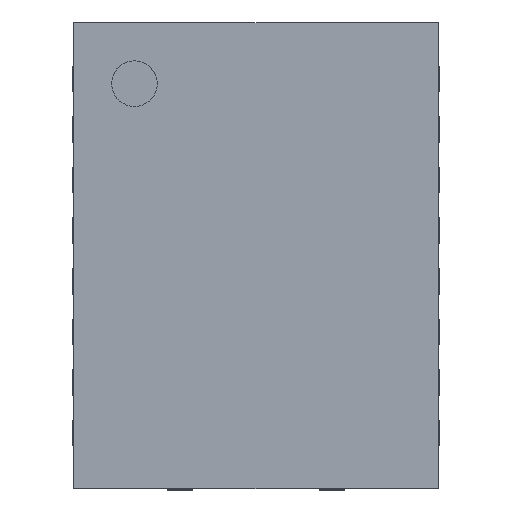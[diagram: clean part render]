
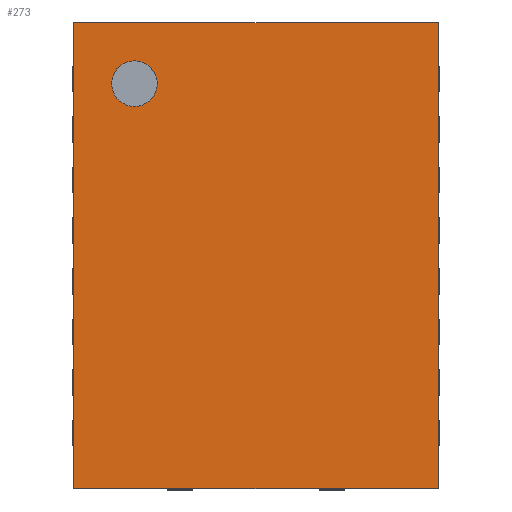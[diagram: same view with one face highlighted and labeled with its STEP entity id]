
A CAD part, top view. The second image highlights one B-rep face of the part: STEP entity #273.
In plain terms, the highlighted planar face has unit normal (0, 0, 1).
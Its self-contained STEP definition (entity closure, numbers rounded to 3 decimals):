
#209 = VERTEX_POINT('',#210);
#210 = CARTESIAN_POINT('',(0.,0.,1.));
#225 = VERTEX_POINT('',#226);
#226 = CARTESIAN_POINT('',(0.,4.6,1.));
#232 = EDGE_CURVE('',#209,#225,#233,.T.);
#233 = LINE('',#234,#235);
#234 = CARTESIAN_POINT('',(0.,0.,1.));
#235 = VECTOR('',#236,1.);
#236 = DIRECTION('',(-0.,1.,0.));
#255 = EDGE_CURVE('',#209,#256,#258,.T.);
#256 = VERTEX_POINT('',#257);
#257 = CARTESIAN_POINT('',(3.6,0.,1.));
#258 = LINE('',#259,#260);
#259 = CARTESIAN_POINT('',(0.,0.,1.));
#260 = VECTOR('',#261,1.);
#261 = DIRECTION('',(1.,0.,-0.));
#273 = ADVANCED_FACE('',(#274,#292),#303,.T.);
#274 = FACE_BOUND('',#275,.T.);
#275 = EDGE_LOOP('',(#276,#277,#278,#286));
#276 = ORIENTED_EDGE('',*,*,#232,.F.);
#277 = ORIENTED_EDGE('',*,*,#255,.T.);
#278 = ORIENTED_EDGE('',*,*,#279,.T.);
#279 = EDGE_CURVE('',#256,#280,#282,.T.);
#280 = VERTEX_POINT('',#281);
#281 = CARTESIAN_POINT('',(3.6,4.6,1.));
#282 = LINE('',#283,#284);
#283 = CARTESIAN_POINT('',(3.6,0.,1.));
#284 = VECTOR('',#285,1.);
#285 = DIRECTION('',(-0.,1.,0.));
#286 = ORIENTED_EDGE('',*,*,#287,.F.);
#287 = EDGE_CURVE('',#225,#280,#288,.T.);
#288 = LINE('',#289,#290);
#289 = CARTESIAN_POINT('',(0.,4.6,1.));
#290 = VECTOR('',#291,1.);
#291 = DIRECTION('',(1.,0.,-0.));
#292 = FACE_BOUND('',#293,.T.);
#293 = EDGE_LOOP('',(#294));
#294 = ORIENTED_EDGE('',*,*,#295,.F.);
#295 = EDGE_CURVE('',#296,#296,#298,.T.);
#296 = VERTEX_POINT('',#297);
#297 = CARTESIAN_POINT('',(0.825,4.,1.));
#298 = CIRCLE('',#299,0.225);
#299 = AXIS2_PLACEMENT_3D('',#300,#301,#302);
#300 = CARTESIAN_POINT('',(0.6,4.,1.));
#301 = DIRECTION('',(0.,0.,1.));
#302 = DIRECTION('',(1.,0.,-0.));
#303 = PLANE('',#304);
#304 = AXIS2_PLACEMENT_3D('',#305,#306,#307);
#305 = CARTESIAN_POINT('',(0.,0.,1.));
#306 = DIRECTION('',(0.,0.,1.));
#307 = DIRECTION('',(1.,0.,-0.));
